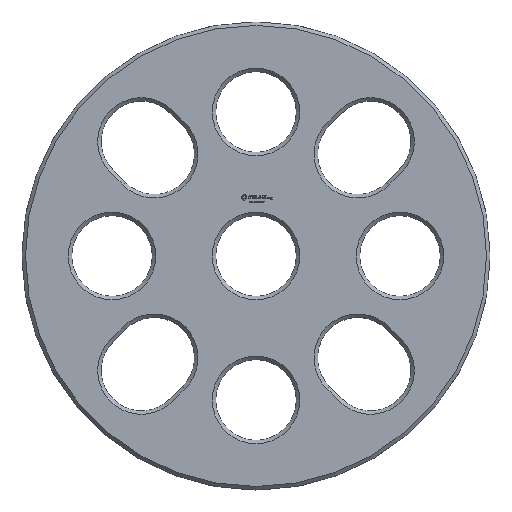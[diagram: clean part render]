
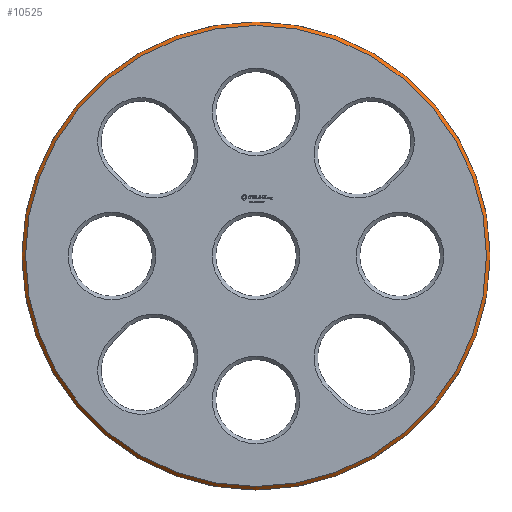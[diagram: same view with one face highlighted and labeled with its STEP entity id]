
A CAD part, top view. The second image highlights one B-rep face of the part: STEP entity #10525.
In plain terms, the highlighted conical face has half-angle 45 degrees and reference radius 20.312 mm.
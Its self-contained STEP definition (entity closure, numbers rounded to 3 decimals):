
#21 = EDGE_CURVE('',#22,#22,#24,.T.);
#22 = VERTEX_POINT('',#23);
#23 = CARTESIAN_POINT('',(20.013,0.,3.125));
#24 = SURFACE_CURVE('',#25,(#30,#42),.PCURVE_S1.);
#25 = CIRCLE('',#26,20.013);
#26 = AXIS2_PLACEMENT_3D('',#27,#28,#29);
#27 = CARTESIAN_POINT('',(0.,0.,3.125));
#28 = DIRECTION('',(0.,0.,-1.));
#29 = DIRECTION('',(1.,0.,0.));
#30 = PCURVE('',#31,#36);
#31 = PLANE('',#32);
#32 = AXIS2_PLACEMENT_3D('',#33,#34,#35);
#33 = CARTESIAN_POINT('',(0.,0.,3.125));
#34 = DIRECTION('',(0.,0.,-1.));
#35 = DIRECTION('',(1.,0.,0.));
#36 = DEFINITIONAL_REPRESENTATION('',(#37),#41);
#37 = CIRCLE('',#38,20.013);
#38 = AXIS2_PLACEMENT_2D('',#39,#40);
#39 = CARTESIAN_POINT('',(0.,0.));
#40 = DIRECTION('',(1.,0.));
#41 = ( GEOMETRIC_REPRESENTATION_CONTEXT(2) 
PARAMETRIC_REPRESENTATION_CONTEXT() REPRESENTATION_CONTEXT('2D SPACE',''
  ) );
#42 = PCURVE('',#43,#48);
#43 = CONICAL_SURFACE('',#44,20.313,0.785);
#44 = AXIS2_PLACEMENT_3D('',#45,#46,#47);
#45 = CARTESIAN_POINT('',(0.,0.,2.825));
#46 = DIRECTION('',(0.,0.,-1.));
#47 = DIRECTION('',(1.,0.,0.));
#48 = DEFINITIONAL_REPRESENTATION('',(#49),#53);
#49 = LINE('',#50,#51);
#50 = CARTESIAN_POINT('',(0.,-0.3));
#51 = VECTOR('',#52,1.);
#52 = DIRECTION('',(1.,-0.));
#53 = ( GEOMETRIC_REPRESENTATION_CONTEXT(2) 
PARAMETRIC_REPRESENTATION_CONTEXT() REPRESENTATION_CONTEXT('2D SPACE',''
  ) );
#10525 = ADVANCED_FACE('',(#10526),#43,.T.);
#10526 = FACE_BOUND('',#10527,.F.);
#10527 = EDGE_LOOP('',(#10528,#10557,#10578,#10579));
#10528 = ORIENTED_EDGE('',*,*,#10529,.T.);
#10529 = EDGE_CURVE('',#10530,#10530,#10532,.T.);
#10530 = VERTEX_POINT('',#10531);
#10531 = CARTESIAN_POINT('',(20.313,0.,2.825));
#10532 = SURFACE_CURVE('',#10533,(#10538,#10545),.PCURVE_S1.);
#10533 = CIRCLE('',#10534,20.313);
#10534 = AXIS2_PLACEMENT_3D('',#10535,#10536,#10537);
#10535 = CARTESIAN_POINT('',(0.,0.,2.825));
#10536 = DIRECTION('',(0.,0.,-1.));
#10537 = DIRECTION('',(1.,0.,0.));
#10538 = PCURVE('',#43,#10539);
#10539 = DEFINITIONAL_REPRESENTATION('',(#10540),#10544);
#10540 = LINE('',#10541,#10542);
#10541 = CARTESIAN_POINT('',(0.,-0.));
#10542 = VECTOR('',#10543,1.);
#10543 = DIRECTION('',(1.,-0.));
#10544 = ( GEOMETRIC_REPRESENTATION_CONTEXT(2) 
PARAMETRIC_REPRESENTATION_CONTEXT() REPRESENTATION_CONTEXT('2D SPACE',''
  ) );
#10545 = PCURVE('',#10546,#10551);
#10546 = CYLINDRICAL_SURFACE('',#10547,20.313);
#10547 = AXIS2_PLACEMENT_3D('',#10548,#10549,#10550);
#10548 = CARTESIAN_POINT('',(0.,0.,2.325));
#10549 = DIRECTION('',(0.,0.,1.));
#10550 = DIRECTION('',(1.,0.,0.));
#10551 = DEFINITIONAL_REPRESENTATION('',(#10552),#10556);
#10552 = LINE('',#10553,#10554);
#10553 = CARTESIAN_POINT('',(-0.,0.5));
#10554 = VECTOR('',#10555,1.);
#10555 = DIRECTION('',(-1.,0.));
#10556 = ( GEOMETRIC_REPRESENTATION_CONTEXT(2) 
PARAMETRIC_REPRESENTATION_CONTEXT() REPRESENTATION_CONTEXT('2D SPACE',''
  ) );
#10557 = ORIENTED_EDGE('',*,*,#10558,.T.);
#10558 = EDGE_CURVE('',#10530,#22,#10559,.T.);
#10559 = SEAM_CURVE('',#10560,(#10564,#10571),.PCURVE_S1.);
#10560 = LINE('',#10561,#10562);
#10561 = CARTESIAN_POINT('',(20.313,0.,2.825));
#10562 = VECTOR('',#10563,1.);
#10563 = DIRECTION('',(-0.707,0.,
    0.707));
#10564 = PCURVE('',#43,#10565);
#10565 = DEFINITIONAL_REPRESENTATION('',(#10566),#10570);
#10566 = LINE('',#10567,#10568);
#10567 = CARTESIAN_POINT('',(0.,-0.));
#10568 = VECTOR('',#10569,1.);
#10569 = DIRECTION('',(0.,-1.));
#10570 = ( GEOMETRIC_REPRESENTATION_CONTEXT(2) 
PARAMETRIC_REPRESENTATION_CONTEXT() REPRESENTATION_CONTEXT('2D SPACE',''
  ) );
#10571 = PCURVE('',#43,#10572);
#10572 = DEFINITIONAL_REPRESENTATION('',(#10573),#10577);
#10573 = LINE('',#10574,#10575);
#10574 = CARTESIAN_POINT('',(6.283,-0.));
#10575 = VECTOR('',#10576,1.);
#10576 = DIRECTION('',(0.,-1.));
#10577 = ( GEOMETRIC_REPRESENTATION_CONTEXT(2) 
PARAMETRIC_REPRESENTATION_CONTEXT() REPRESENTATION_CONTEXT('2D SPACE',''
  ) );
#10578 = ORIENTED_EDGE('',*,*,#21,.F.);
#10579 = ORIENTED_EDGE('',*,*,#10558,.F.);
